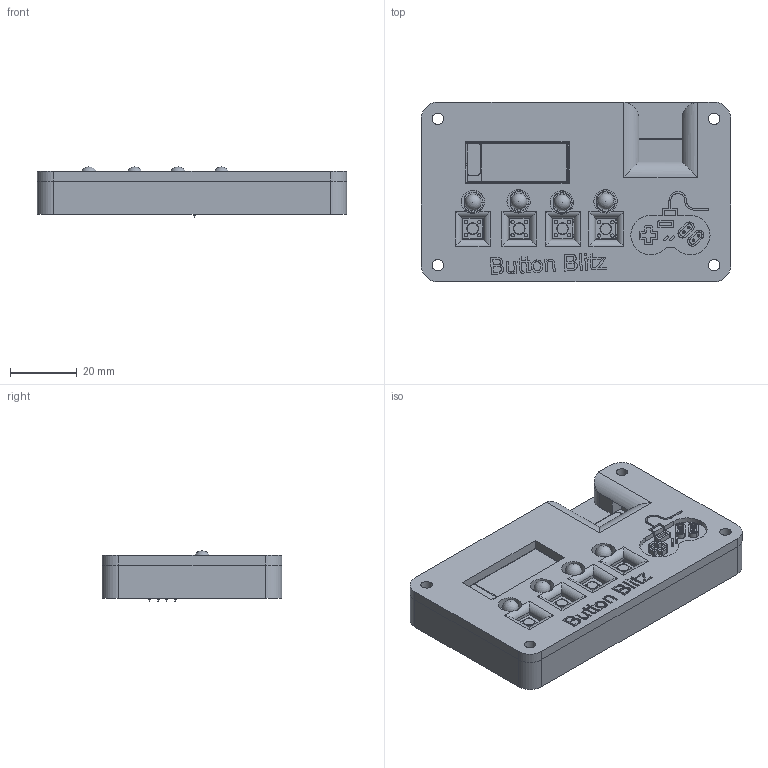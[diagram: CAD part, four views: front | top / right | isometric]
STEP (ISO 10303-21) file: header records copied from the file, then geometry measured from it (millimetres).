
FILE_DESCRIPTION(/* description */ (''),/* implementation_level */ '2;1');
FILE_NAME(/* name */ 'Button-Blitz case.step',/* time_stamp */ '2025-07-02T19:56:34-04:00',/* author */ (''),/* organization */ (''),/* preprocessor_version */ 'ST-DEVELOPER v20.1',/* originating_system */ 'Autodesk Translation Framework v14.10.0.0',/* authorisation */ '');
FILE_SCHEMA (('AUTOMOTIVE_DESIGN { 1 0 10303 214 3 1 1 }'));
Products named in the file (13): 2025-07-02-18-00-07-701; 2025-07-02-22-10-52-992; 2025-07-02-22-10-52-994; 2025-07-02-22-10-52-995; 2025-07-02-22-10-52-996; 2025-07-02-22-10-52-998; 2025-07-02-22-10-52-997; 2025-07-02-22-10-53-001; 2025-07-02-22-10-53-002; 2025-07-02-22-10-53-003; 2025-07-02-22-10-52-999; 2025-07-02-22-10-52-993; 2025-07-02-22-10-53-000
Assembly tree (33 placements, depth 4):
  2025-07-02-18-00-07-701
    2025-07-02-22-10-52-992
      2025-07-02-22-10-52-993  x4
      2025-07-02-22-10-52-994
        2025-07-02-22-10-52-995
        2025-07-02-22-10-52-996
        2025-07-02-22-10-52-997  x13
        2025-07-02-22-10-52-998
      2025-07-02-22-10-52-999  x4
      2025-07-02-22-10-53-000  x4
      2025-07-02-22-10-53-001
      2025-07-02-22-10-53-002
      2025-07-02-22-10-53-003
Bounding box: 93 x 54 x 15.05 mm (x, y, z)
Volume: 48570.9 mm3; surface area: 38849.3 mm2
Topology: 67 solids, 161 shells, 2352 faces, 8054 edges, 6041 vertices
Faces by surface type: plane 1506, cylinder 484, bspline 346, torus 12, sphere 4
Full cylindrical faces by diameter (mm): 0.6 x8, 0.8 x8, 0.889 x14, 0.9 x8, 1 x24, 1.1 x16, 2 x8, 2.25 x4, 2.5 x8, 3.4 x8, 3.5 x4, 4.9 x4, 6 x8, 7 x4
Entity records: 60681 total; most frequent: CARTESIAN_POINT 16445, ORIENTED_EDGE 8647, DIRECTION 7641, EDGE_CURVE 5434, VERTEX_POINT 4331, LINE 3911, VECTOR 3911, AXIS2_PLACEMENT_3D 1865
